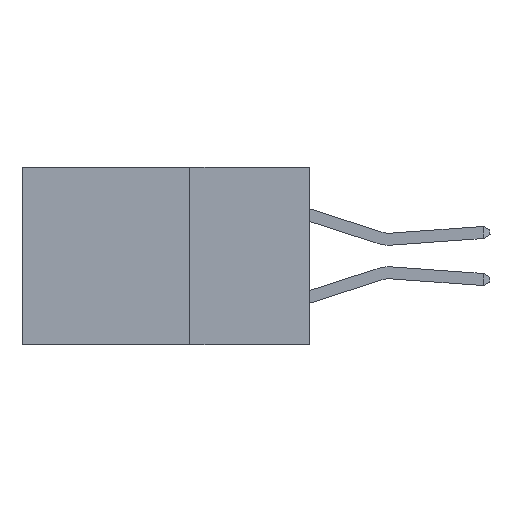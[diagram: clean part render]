
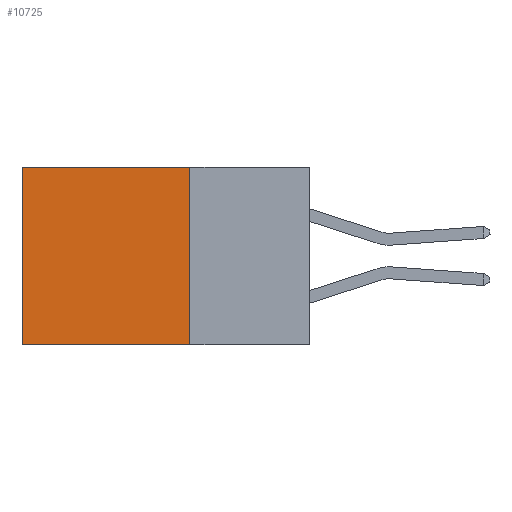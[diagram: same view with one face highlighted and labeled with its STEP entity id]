
A CAD part, left-side view. The second image highlights one B-rep face of the part: STEP entity #10725.
In plain terms, the highlighted planar face has unit normal (-1, 0, 0).
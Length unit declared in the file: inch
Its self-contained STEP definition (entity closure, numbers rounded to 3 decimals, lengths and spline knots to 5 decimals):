
#415 = LINE ( 'NONE', #5408, #10589 ) ;
#2023 = VECTOR ( 'NONE', #3087, 39.37008 ) ;
#2935 = CARTESIAN_POINT ( 'NONE',  ( 0.2615, 0.6, 0. ) ) ;
#3087 = DIRECTION ( 'NONE',  ( 0., 0., -1. ) ) ;
#3216 = EDGE_LOOP ( 'NONE', ( #8225, #11830, #11701, #11377 ) ) ;
#3665 = CARTESIAN_POINT ( 'NONE',  ( 0.2615, 0.6, -0.37 ) ) ;
#4752 = VECTOR ( 'NONE', #10319, 39.37008 ) ;
#5048 = LINE ( 'NONE', #10194, #4752 ) ;
#5260 = DIRECTION ( 'NONE',  ( 0., 0., -1. ) ) ;
#5408 = CARTESIAN_POINT ( 'NONE',  ( 0.2615, 0.25, -0.37 ) ) ;
#5442 = CARTESIAN_POINT ( 'NONE',  ( 0.2615, 0.25, -0.37 ) ) ;
#6188 = AXIS2_PLACEMENT_3D ( 'NONE', #9472, #8929, #8905 ) ;
#6398 = VECTOR ( 'NONE', #9077, 39.37008 ) ;
#6539 = VERTEX_POINT ( 'NONE', #5442 ) ;
#7549 = FACE_OUTER_BOUND ( 'NONE', #3216, .T. ) ;
#7552 = EDGE_CURVE ( 'NONE', #8173, #6539, #415, .T. ) ;
#7894 = EDGE_CURVE ( 'NONE', #8173, #11105, #9733, .T. ) ;
#7986 = EDGE_CURVE ( 'NONE', #6539, #9820, #5048, .T. ) ;
#8173 = VERTEX_POINT ( 'NONE', #11880 ) ;
#8225 = ORIENTED_EDGE ( 'NONE', *, *, #10190, .T. ) ;
#8868 = CARTESIAN_POINT ( 'NONE',  ( 0.2615, 0.25, 0. ) ) ;
#8905 = DIRECTION ( 'NONE',  ( 0., 0., -1. ) ) ;
#8929 = DIRECTION ( 'NONE',  ( 1., 0., 0. ) ) ;
#9016 = LINE ( 'NONE', #3665, #2023 ) ;
#9029 = PLANE ( 'NONE',  #6188 ) ;
#9077 = DIRECTION ( 'NONE',  ( 0., 1., 0. ) ) ;
#9472 = CARTESIAN_POINT ( 'NONE',  ( 0.2615, 0.25, -0.37 ) ) ;
#9733 = LINE ( 'NONE', #8868, #6398 ) ;
#9820 = VERTEX_POINT ( 'NONE', #11076 ) ;
#10190 = EDGE_CURVE ( 'NONE', #11105, #9820, #9016, .T. ) ;
#10194 = CARTESIAN_POINT ( 'NONE',  ( 0.2615, 0.25, -0.37 ) ) ;
#10319 = DIRECTION ( 'NONE',  ( 0., 1., 0. ) ) ;
#10589 = VECTOR ( 'NONE', #5260, 39.37008 ) ;
#10725 = ADVANCED_FACE ( 'NONE', ( #7549 ), #9029, .F. ) ;
#11076 = CARTESIAN_POINT ( 'NONE',  ( 0.2615, 0.6, -0.37 ) ) ;
#11105 = VERTEX_POINT ( 'NONE', #2935 ) ;
#11377 = ORIENTED_EDGE ( 'NONE', *, *, #7894, .T. ) ;
#11701 = ORIENTED_EDGE ( 'NONE', *, *, #7552, .F. ) ;
#11830 = ORIENTED_EDGE ( 'NONE', *, *, #7986, .F. ) ;
#11880 = CARTESIAN_POINT ( 'NONE',  ( 0.2615, 0.25, 0. ) ) ;
